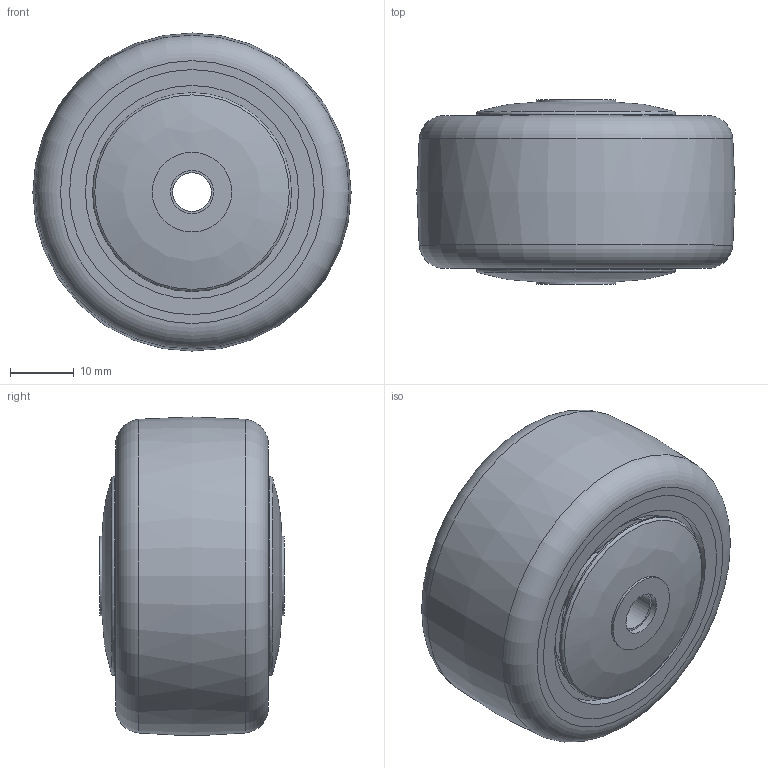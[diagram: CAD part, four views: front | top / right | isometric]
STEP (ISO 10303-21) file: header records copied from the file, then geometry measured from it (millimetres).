
FILE_DESCRIPTION(/* description */ (''),/* implementation_level */ '2;1');
FILE_NAME(/* name */ 'SSL50WGRBJM6.step',/* time_stamp */ '2024-05-29T10:44:08+01:00',/* author */ (''),/* organization */ (''),/* preprocessor_version */ 'ST-DEVELOPER v20',/* originating_system */ 'Autodesk Translation Framework v13.14.0.145',/* authorisation */ '');
FILE_SCHEMA (('AUTOMOTIVE_DESIGN { 1 0 10303 214 3 1 1 }'));
Length unit declared in the file: millimetre
Products named in the file (12): SSL50WGRBJM6; POLYPROPYLENE RIM; THERMOPLASTIC RUBBER TYRE; CAP; BEARING608RS; OUTTER; INNER; BALL BEARINGS; Component2; MIDDLE; RUBBER; CAP (1)
Assembly tree (16 placements, depth 4):
  SSL50WGRBJM6
    POLYPROPYLENE RIM
    THERMOPLASTIC RUBBER TYRE
    CAP
    BEARING608RS
      OUTTER
      INNER
      BALL BEARINGS
        Component2  x6
      MIDDLE
      RUBBER
    CAP (1)
Bounding box: 50 x 29 x 49.96 mm (x, y, z)
Volume: 36669.5 mm3; surface area: 23376.3 mm2
Topology: 15 solids, 15 shells, 144 faces, 316 edges, 210 vertices
Faces by surface type: plane 50, cylinder 47, sphere 24, torus 16, bspline 5, cone 2
Full cylindrical faces by diameter (mm): 6.1 x2, 6.8 x2, 7.9 x2, 8 x1, 9.875 x1, 10.55 x4, 11.2 x2, 11.6 x2, 11.75 x2, 12.5 x2, 12.738 x1, 18.3 x2, 18.317 x1, 18.7 x2, 19.2 x4, 19.875 x1, 20.5 x2, 22 x2, 22.75 x2, 26.75 x2, 30.25 x2, 31.25 x2, 33.5 x2, 38.5 x2
Entity records: 5326 total; most frequent: CARTESIAN_POINT 1712, DIRECTION 787, ORIENTED_EDGE 598, AXIS2_PLACEMENT_3D 369, EDGE_CURVE 299, CIRCLE 206, VERTEX_POINT 200, EDGE_LOOP 189
